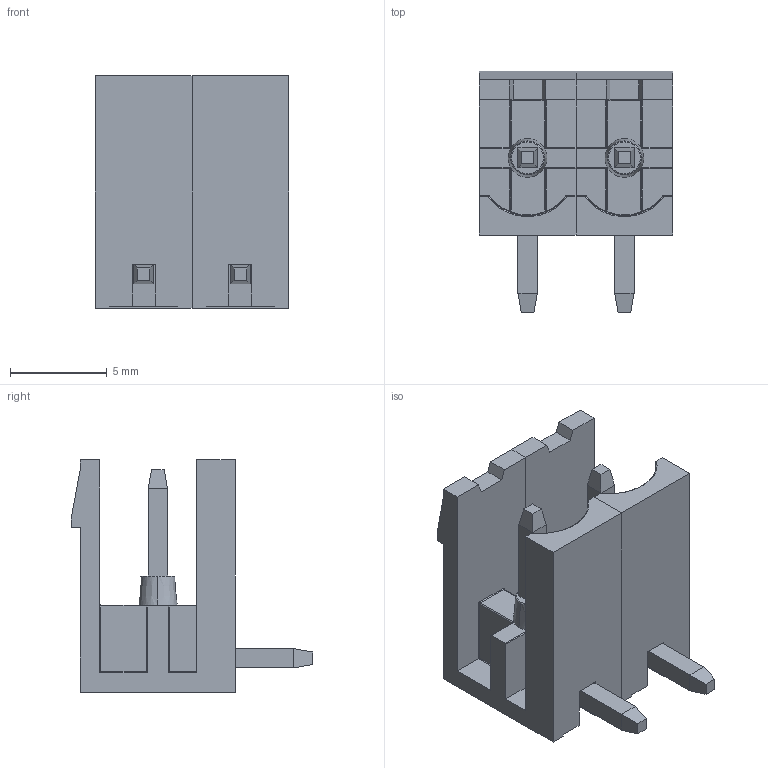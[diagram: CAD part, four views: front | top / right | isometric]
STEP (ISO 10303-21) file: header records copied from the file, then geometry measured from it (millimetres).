
FILE_DESCRIPTION (( 'STEP AP214' ), '1' );
FILE_NAME ('User Library-5EHDR_2P.STEP', '2019-03-19T11:28:57', ( '' ), ( '' ), 'SwSTEP 2.0', 'SolidWorks 2019', '' );
FILE_SCHEMA (( 'AUTOMOTIVE_DESIGN' ));
Length unit declared in the file: millimetre
Products named in the file (1): User Library-5EHDR_2P
Bounding box: 10 x 12.47 x 12 mm (x, y, z)
Volume: 460.7 mm3; surface area: 1082.6 mm2
Topology: 6 solids, 6 shells, 214 faces, 520 edges, 316 vertices
Faces by surface type: plane 122, cylinder 52, torus 28, cone 4, sphere 4, bspline 4
Entity records: 7548 total; most frequent: CARTESIAN_POINT 1335, DIRECTION 1034, ORIENTED_EDGE 1024, EDGE_CURVE 512, VECTOR 356, LINE 356, AXIS2_PLACEMENT_3D 339, VERTEX_POINT 312
